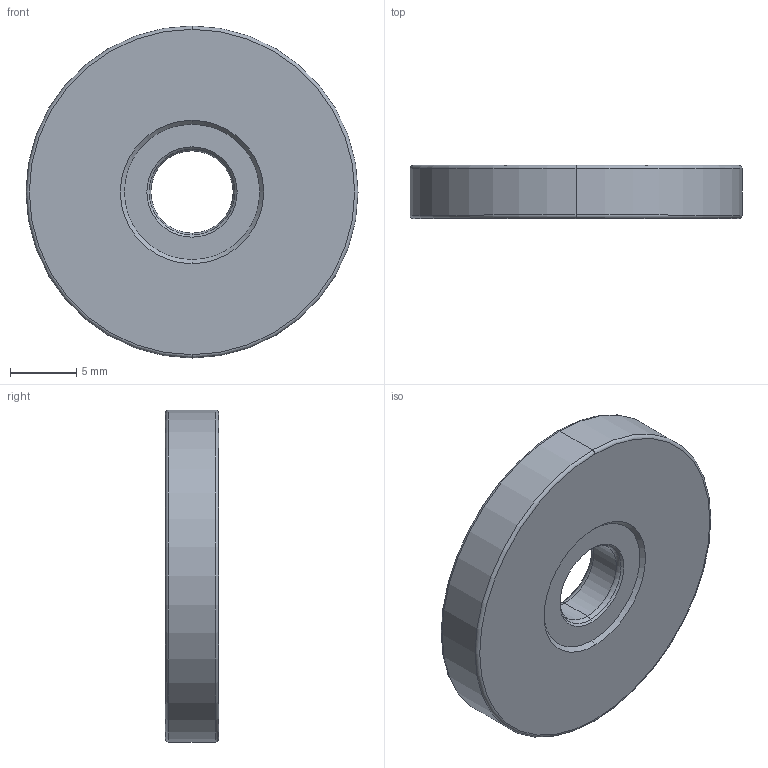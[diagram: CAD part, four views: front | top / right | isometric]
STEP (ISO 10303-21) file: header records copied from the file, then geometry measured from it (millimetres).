
FILE_DESCRIPTION (( 'STEP AP203' ), '1' );
FILE_NAME ('1.4.2.104_ZGH-25-DK4.STEP', '2022-04-15T03:00:10', ( '' ), ( '' ), 'SwSTEP 2.0', 'SolidWorks 2021', '' );
FILE_SCHEMA (( 'CONFIG_CONTROL_DESIGN' ));
Length unit declared in the file: millimetre
Products named in the file (1): 1.4.2.104_ZGH-25-DK4
Bounding box: 25 x 4 x 25 mm (x, y, z)
Surface area: 1285.6 mm2 (no closed solid volume)
Topology: 0 solids, 1 shells, 24 faces, 48 edges, 28 vertices
Faces by surface type: torus 8, cone 8, cylinder 4, plane 4
Entity records: 713 total; most frequent: DIRECTION 134, CARTESIAN_POINT 101, ORIENTED_EDGE 96, AXIS2_PLACEMENT_3D 61, EDGE_CURVE 48, CIRCLE 36, VERTEX_POINT 28, EDGE_LOOP 28
